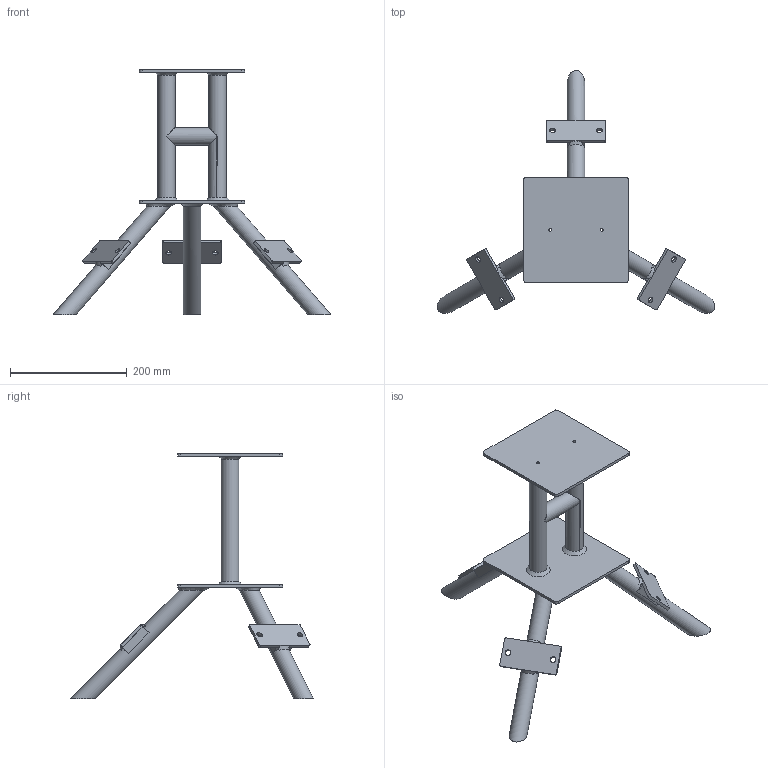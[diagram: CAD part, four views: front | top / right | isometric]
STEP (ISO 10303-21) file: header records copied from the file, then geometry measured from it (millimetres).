
FILE_DESCRIPTION(/* description */ ('Trépied'),/* implementation_level */ '2;1');
FILE_NAME(/* name */ 'Trépied.stp',/* time_stamp */ '2024-07-09T16:42:33+02:00',/* author */ ('jlerouzi'),/* organization */ (''),/* preprocessor_version */ 'ST-DEVELOPER v19',/* originating_system */ 'Autodesk Inventor 2023',/* authorisation */ '');
FILE_SCHEMA (('AUTOMOTIVE_DESIGN { 1 0 10303 214 3 1 1 }'));
Length unit declared in the file: millimetre
Products named in the file (7): Trépied; Trépied_1; Pied; Plaque fixation; Tube vertical; Tube horizontale; Plaque inférieure
Assembly tree (12 placements, depth 2):
  Trépied
    Trépied_1
    Plaque inférieure  x2
    Pied  x3
    Plaque fixation  x3
    Tube vertical  x2
    Tube horizontale
Bounding box: 476.02 x 415.83 x 420.92 mm (x, y, z)
Volume: 849846.5 mm3; surface area: 424068.1 mm2
Topology: 21 solids, 21 shells, 162 faces, 376 edges, 247 vertices
Faces by surface type: plane 97, cylinder 52, cone 10, bspline 3
Full cylindrical faces by diameter (mm): 5 x4, 10 x6, 22 x6, 30 x13
Entity records: 4082 total; most frequent: CARTESIAN_POINT 1085, DIRECTION 622, ORIENTED_EDGE 512, EDGE_CURVE 256, AXIS2_PLACEMENT_3D 234, VERTEX_POINT 160, LINE 154, VECTOR 154
